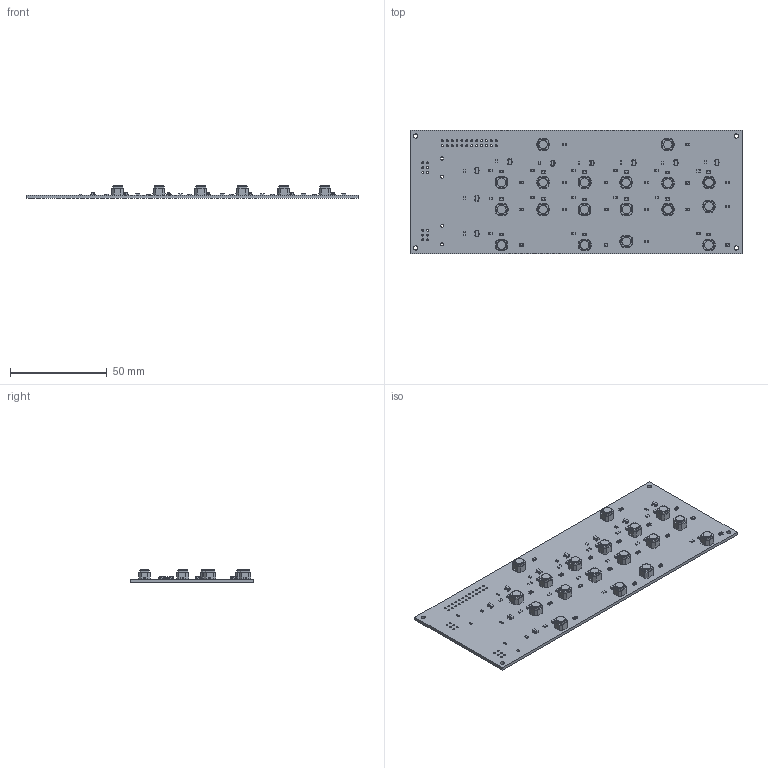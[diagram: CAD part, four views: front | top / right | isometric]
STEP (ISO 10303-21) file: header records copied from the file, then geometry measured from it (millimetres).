
FILE_DESCRIPTION(('KiCad electronic assembly'),'2;1');
FILE_NAME('xVU-ECAM.step','2024-08-19T01:55:53',('Pcbnew'),('Kicad'), 'Open CASCADE STEP processor 7.6','KiCad to STEP converter','Unknown' );
FILE_SCHEMA(('AUTOMOTIVE_DESIGN { 1 0 10303 214 1 1 1 1 }'));
Length unit declared in the file: millimetre
Products named in the file (14): xVU-ECAM 1; SW_Push_1TS009xxxx-xxxx-xxxx_6x6x5mm; LinkGroup; LED_0805_2012Metric; R_0805_2012Metric; D_0805_2012Metric; D_0805; R_0603_1608Metric; SOT-23; SOT_23; _autosave-xVU-ECAM_PCB
Assembly tree (89 placements, depth 3):
  xVU-ECAM 1
    SW_Push_1TS009xxxx-xxxx-xxxx_6x6x5mm  x18
      LinkGroup
    LED_0805_2012Metric  x14
      LED_0805_2012Metric
    R_0805_2012Metric  x14
      R_0805_2012Metric
    D_0805_2012Metric  x18
      D_0805
    R_0603_1608Metric  x9
      R_0603_1608Metric
    SOT-23  x9
      SOT_23
    _autosave-xVU-ECAM_PCB
Bounding box: 172 x 64 x 6.65 mm (x, y, z)
Volume: 20327.7 mm3; surface area: 26849.4 mm2
Topology: 119 solids, 119 shells, 3556 faces, 9168 edges, 5918 vertices
Faces by surface type: plane 2591, cylinder 722, bspline 243
Full cylindrical faces by diameter (mm): 1 x36, 2.2 x4, 4.5 x18
Entity records: 12450 total; most frequent: CARTESIAN_POINT 1977, DIRECTION 1772, ORIENTED_EDGE 1696, EDGE_CURVE 848, LINE 618, VECTOR 618, AXIS2_PLACEMENT_3D 577, VERTEX_POINT 546
